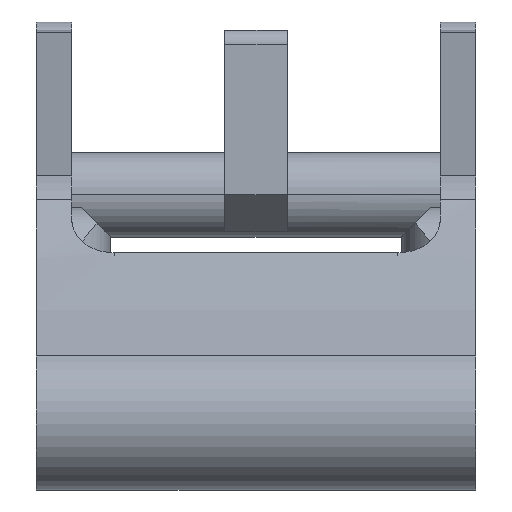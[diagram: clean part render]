
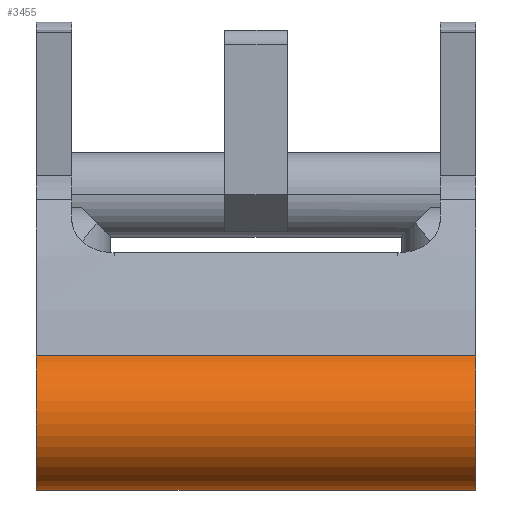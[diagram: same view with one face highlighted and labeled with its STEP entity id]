
A CAD part, top view. The second image highlights one B-rep face of the part: STEP entity #3455.
In plain terms, the highlighted cylindrical face has radius 2.5 mm (diameter 5 mm), a partial arc.
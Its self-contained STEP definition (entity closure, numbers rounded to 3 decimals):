
#3269=AXIS2_PLACEMENT_3D('Circle Axis2P3D',#3267,#3268,$) ;
#3407=AXIS2_PLACEMENT_3D('Cylinder Axis2P3D',#3404,#3405,#3406) ;
#3445=AXIS2_PLACEMENT_3D('Circle Axis2P3D',#3443,#3444,$) ;
#3264=CARTESIAN_POINT('Vertex',(0.,0.,43.1)) ;
#3267=CARTESIAN_POINT('Axis2P3D Location',(0.,2.5,43.1)) ;
#3271=CARTESIAN_POINT('Vertex',(0.,4.726,44.238)) ;
#3371=CARTESIAN_POINT('Vertex',(15.5,4.726,44.238)) ;
#3379=CARTESIAN_POINT('Line Origine',(17.14,4.726,44.238)) ;
#3404=CARTESIAN_POINT('Axis2P3D Location',(1.21,2.5,43.1)) ;
#3409=CARTESIAN_POINT('Line Origine',(17.14,0.,43.1)) ;
#3413=CARTESIAN_POINT('Vertex',(15.5,0.,43.1)) ;
#3415=CARTESIAN_POINT('Vertex',(1.25,0.,43.1)) ;
#3418=CARTESIAN_POINT('Line Origine',(17.14,0.,43.1)) ;
#3443=CARTESIAN_POINT('Axis2P3D Location',(15.5,2.5,43.1)) ;
#3268=DIRECTION('Axis2P3D Direction',(-1.,0.,0.)) ;
#3380=DIRECTION('Vector Direction',(-1.,0.,0.)) ;
#3405=DIRECTION('Axis2P3D Direction',(-1.,0.,0.)) ;
#3406=DIRECTION('Axis2P3D XDirection',(0.,-0.971,-0.238)) ;
#3410=DIRECTION('Vector Direction',(-1.,0.,0.)) ;
#3419=DIRECTION('Vector Direction',(-1.,0.,0.)) ;
#3444=DIRECTION('Axis2P3D Direction',(-1.,0.,0.)) ;
#3381=VECTOR('Line Direction',#3380,1.) ;
#3411=VECTOR('Line Direction',#3410,1.) ;
#3420=VECTOR('Line Direction',#3419,1.) ;
#3449=ORIENTED_EDGE('',*,*,#3383,.T.) ;
#3450=ORIENTED_EDGE('',*,*,#3273,.F.) ;
#3451=ORIENTED_EDGE('',*,*,#3422,.T.) ;
#3452=ORIENTED_EDGE('',*,*,#3417,.F.) ;
#3453=ORIENTED_EDGE('',*,*,#3447,.F.) ;
#3455=ADVANCED_FACE('HALTEBUEGEL',(#3454),#3408,.T.) ;
#3270=CIRCLE('generated circle',#3269,2.5) ;
#3446=CIRCLE('generated circle',#3445,2.5) ;
#3408=CYLINDRICAL_SURFACE('generated cylinder',#3407,2.5) ;
#3273=EDGE_CURVE('',#3265,#3272,#3270,.T.) ;
#3383=EDGE_CURVE('',#3372,#3272,#3382,.T.) ;
#3417=EDGE_CURVE('',#3414,#3416,#3412,.T.) ;
#3422=EDGE_CURVE('',#3265,#3416,#3421,.F.) ;
#3447=EDGE_CURVE('',#3372,#3414,#3446,.F.) ;
#3448=EDGE_LOOP('',(#3449,#3450,#3451,#3452,#3453)) ;
#3454=FACE_OUTER_BOUND('',#3448,.T.) ;
#3382=LINE('Line',#3379,#3381) ;
#3412=LINE('Line',#3409,#3411) ;
#3421=LINE('Line',#3418,#3420) ;
#3265=VERTEX_POINT('',#3264) ;
#3272=VERTEX_POINT('',#3271) ;
#3372=VERTEX_POINT('',#3371) ;
#3414=VERTEX_POINT('',#3413) ;
#3416=VERTEX_POINT('',#3415) ;
